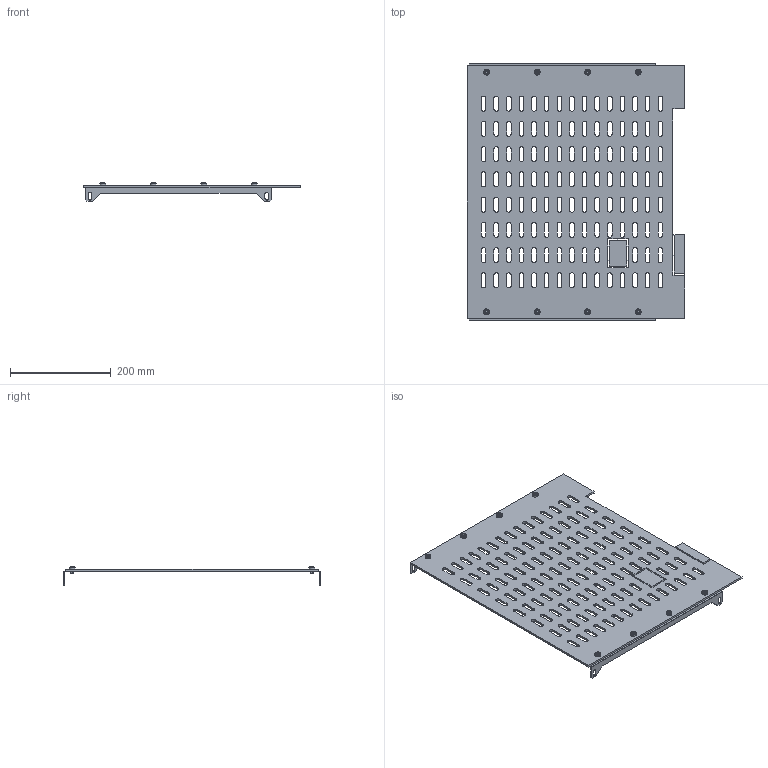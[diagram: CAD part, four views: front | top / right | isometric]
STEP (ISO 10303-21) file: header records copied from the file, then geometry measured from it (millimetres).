
FILE_DESCRIPTION (( 'STEP AP214' ), '1' );
FILE_NAME ('FO-00-3BABW-060-040 FORMAT Ê-ò ñåêö. 3b ARMAT ACB A_B âûêàò. 3-4P 600õ400 IEK.STEP', '2024-06-26T11:07:46', ( '' ), ( '' ), 'SwSTEP 2.0', 'SolidWorks 2022', '' );
FILE_SCHEMA (( 'AUTOMOTIVE_DESIGN' ));
Length unit declared in the file: millimetre
Products named in the file (1): FO-00-3BABW-060-040 FORMAT К-т секц. 3b ARMAT ACB A_B выкат. 3-4P 600х400 IEK
Bounding box: 430 x 508 x 37 mm (x, y, z)
Volume: 762378.7 mm3; surface area: 465762.9 mm2
Topology: 11 solids, 11 shells, 866 faces, 2420 edges, 1592 vertices
Faces by surface type: cylinder 432, plane 370, cone 32, torus 32
Entity records: 38330 total; most frequent: DIRECTION 5114, CARTESIAN_POINT 4879, ORIENTED_EDGE 4840, EDGE_CURVE 2420, AXIS2_PLACEMENT_3D 1827, VERTEX_POINT 1592, VECTOR 1460, LINE 1460
